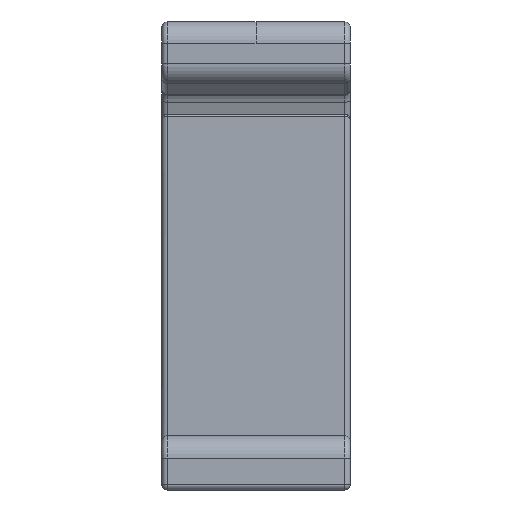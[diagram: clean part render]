
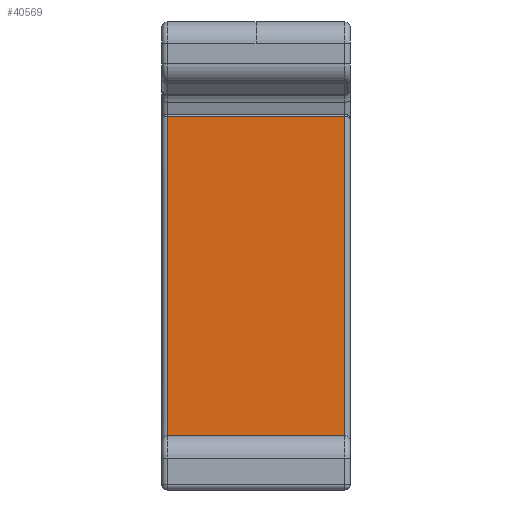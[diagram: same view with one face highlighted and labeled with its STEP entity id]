
A CAD part, front view. The second image highlights one B-rep face of the part: STEP entity #40569.
In plain terms, the highlighted planar face has unit normal (0, -1, 0).
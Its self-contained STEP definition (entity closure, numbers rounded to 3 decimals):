
#653 = EDGE_CURVE ( 'NONE', #25373, #31709, #12375, .T. ) ;
#2661 = DIRECTION ( 'NONE',  ( -1., 0., 0. ) ) ;
#4351 = VECTOR ( 'NONE', #76701, 1000. ) ;
#5227 = ORIENTED_EDGE ( 'NONE', *, *, #653, .T. ) ;
#8371 = EDGE_CURVE ( 'NONE', #25373, #31784, #86368, .T. ) ;
#9785 = LINE ( 'NONE', #60724, #26913 ) ;
#12375 = LINE ( 'NONE', #31964, #87685 ) ;
#14022 = CARTESIAN_POINT ( 'NONE',  ( 8.2, 7., -15.3 ) ) ;
#17059 = ORIENTED_EDGE ( 'NONE', *, *, #72225, .T. ) ;
#21169 = DIRECTION ( 'NONE',  ( -1., 0., 0. ) ) ;
#25373 = VERTEX_POINT ( 'NONE', #14022 ) ;
#26011 = DIRECTION ( 'NONE',  ( 0., 0., 1. ) ) ;
#26542 = EDGE_LOOP ( 'NONE', ( #74137, #5227, #17059, #58111 ) ) ;
#26913 = VECTOR ( 'NONE', #2661, 1000. ) ;
#31709 = VERTEX_POINT ( 'NONE', #68757 ) ;
#31784 = VERTEX_POINT ( 'NONE', #91105 ) ;
#31964 = CARTESIAN_POINT ( 'NONE',  ( 8.2, 7., -15.3 ) ) ;
#40569 = ADVANCED_FACE ( 'NONE', ( #68732 ), #62362, .F. ) ;
#42902 = CARTESIAN_POINT ( 'NONE',  ( -8.2, 7., 16.5 ) ) ;
#46547 = DIRECTION ( 'NONE',  ( 0., 0., 1. ) ) ;
#57812 = CARTESIAN_POINT ( 'NONE',  ( 8.7, 7., -15.3 ) ) ;
#58111 = ORIENTED_EDGE ( 'NONE', *, *, #64545, .T. ) ;
#60724 = CARTESIAN_POINT ( 'NONE',  ( 8.7, 7., 16.5 ) ) ;
#61402 = CARTESIAN_POINT ( 'NONE',  ( 8.7, 7., -15.3 ) ) ;
#62362 = PLANE ( 'NONE',  #85926 ) ;
#62368 = CARTESIAN_POINT ( 'NONE',  ( -8.2, 7., -15.3 ) ) ;
#64545 = EDGE_CURVE ( 'NONE', #82551, #31784, #81949, .T. ) ;
#68732 = FACE_OUTER_BOUND ( 'NONE', #26542, .T. ) ;
#68757 = CARTESIAN_POINT ( 'NONE',  ( 8.2, 7., 16.5 ) ) ;
#69701 = DIRECTION ( 'NONE',  ( 0., 1., 0. ) ) ;
#71560 = VECTOR ( 'NONE', #21169, 1000. ) ;
#72225 = EDGE_CURVE ( 'NONE', #31709, #82551, #9785, .T. ) ;
#74137 = ORIENTED_EDGE ( 'NONE', *, *, #8371, .F. ) ;
#76701 = DIRECTION ( 'NONE',  ( 0., 0., -1. ) ) ;
#81949 = LINE ( 'NONE', #62368, #4351 ) ;
#82551 = VERTEX_POINT ( 'NONE', #42902 ) ;
#85926 = AXIS2_PLACEMENT_3D ( 'NONE', #61402, #69701, #26011 ) ;
#86368 = LINE ( 'NONE', #57812, #71560 ) ;
#87685 = VECTOR ( 'NONE', #46547, 1000. ) ;
#91105 = CARTESIAN_POINT ( 'NONE',  ( -8.2, 7., -15.3 ) ) ;
